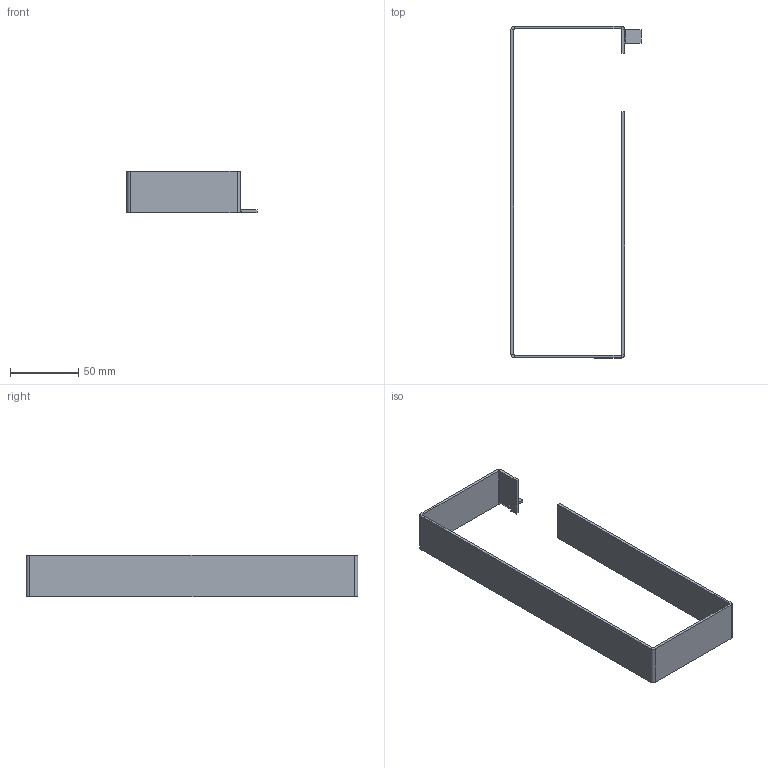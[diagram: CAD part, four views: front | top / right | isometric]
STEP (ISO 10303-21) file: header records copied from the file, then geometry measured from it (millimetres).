
FILE_DESCRIPTION (( 'STEP AP214' ), '1' );
FILE_NAME ('7216470_KSTP1.stp', '2018-05-10T12:46:38', ( '' ), ( '' ), 'SwSTEP 2.0', 'SolidWorks 2016', '' );
FILE_SCHEMA (( 'AUTOMOTIVE_DESIGN' ));
Length unit declared in the file: millimetre
Products named in the file (1): 7216470_KSTP1
Bounding box: 95 x 242.5 x 30 mm (x, y, z)
Volume: 36070.8 mm3; surface area: 38648.3 mm2
Topology: 1 solids, 1 shells, 51 faces, 108 edges, 59 vertices
Faces by surface type: plane 41, cylinder 10
Entity records: 1345 total; most frequent: DIRECTION 233, CARTESIAN_POINT 219, ORIENTED_EDGE 216, EDGE_CURVE 108, LINE 87, VECTOR 87, AXIS2_PLACEMENT_3D 73, VERTEX_POINT 59
